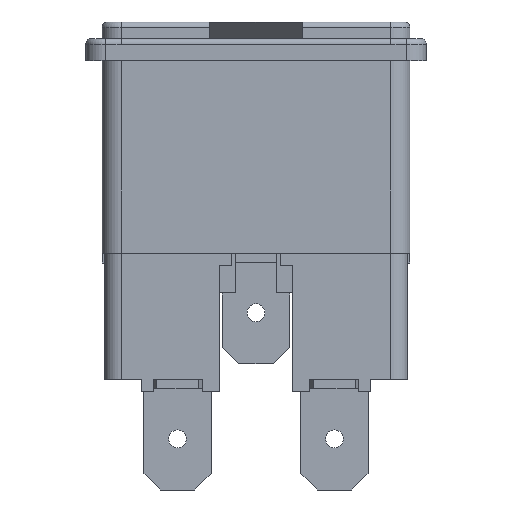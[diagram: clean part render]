
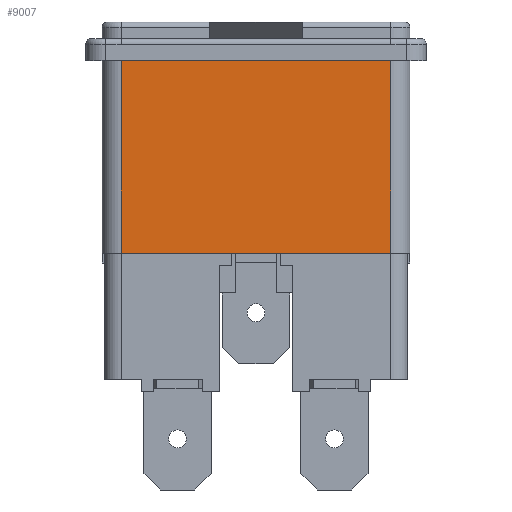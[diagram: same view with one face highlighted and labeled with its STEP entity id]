
A CAD part, front view. The second image highlights one B-rep face of the part: STEP entity #9007.
In plain terms, the highlighted planar face has unit normal (0, -1, 0).
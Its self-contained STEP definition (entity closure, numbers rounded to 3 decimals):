
#1584 = DIRECTION ( 'NONE',  ( 0., 0., 1. ) ) ;
#1585 = VECTOR ( 'NONE', #1584, 1000. ) ;
#1586 = CARTESIAN_POINT ( 'NONE',  ( 12.25, -15.221, -19.5 ) ) ;
#1587 = LINE ( 'NONE', #1586, #1585 ) ;
#1643 = DIRECTION ( 'NONE',  ( 0., 0., -1. ) ) ;
#1644 = VECTOR ( 'NONE', #1643, 1000. ) ;
#1645 = CARTESIAN_POINT ( 'NONE',  ( -12.25, -15.221, -19.5 ) ) ;
#1646 = LINE ( 'NONE', #1645, #1644 ) ;
#1714 = DIRECTION ( 'NONE',  ( 0., 0., 1. ) ) ;
#1715 = DIRECTION ( 'NONE',  ( 0., 1., 0. ) ) ;
#1716 = CARTESIAN_POINT ( 'NONE',  ( 13.97, -15.221, -19.5 ) ) ;
#1717 = AXIS2_PLACEMENT_3D ( 'NONE', #1716, #1715, #1714 ) ;
#1718 = PLANE ( 'NONE',  #1717 ) ;
#1719 = FACE_OUTER_BOUND ( 'NONE', #9008, .T. ) ;
#1933 = VERTEX_POINT ( 'NONE', #6728 ) ;
#1934 = EDGE_CURVE ( 'NONE', #1933, #1940, #6727, .T. ) ;
#1940 = VERTEX_POINT ( 'NONE', #6777 ) ;
#2458 = CARTESIAN_POINT ( 'NONE',  ( 12.25, -15.221, -19.5 ) ) ;
#4717 = EDGE_CURVE ( 'NONE', #4753, #4718, #8815, .T. ) ;
#4718 = VERTEX_POINT ( 'NONE', #8811 ) ;
#4753 = VERTEX_POINT ( 'NONE', #2458 ) ;
#6724 = DIRECTION ( 'NONE',  ( -1., 0., 0. ) ) ;
#6725 = VECTOR ( 'NONE', #6724, 1000. ) ;
#6726 = CARTESIAN_POINT ( 'NONE',  ( 13.97, -15.221, -2. ) ) ;
#6727 = LINE ( 'NONE', #6726, #6725 ) ;
#6728 = CARTESIAN_POINT ( 'NONE',  ( 12.25, -15.221, -2. ) ) ;
#6777 = CARTESIAN_POINT ( 'NONE',  ( -12.25, -15.221, -2. ) ) ;
#8811 = CARTESIAN_POINT ( 'NONE',  ( -12.25, -15.221, -19.5 ) ) ;
#8812 = DIRECTION ( 'NONE',  ( -1., 0., 0. ) ) ;
#8813 = VECTOR ( 'NONE', #8812, 1000. ) ;
#8814 = CARTESIAN_POINT ( 'NONE',  ( 13.97, -15.221, -19.5 ) ) ;
#8815 = LINE ( 'NONE', #8814, #8813 ) ;
#8931 = ORIENTED_EDGE ( 'NONE', *, *, #8932, .T. ) ;
#8932 = EDGE_CURVE ( 'NONE', #4753, #1933, #1587, .T. ) ;
#8933 = ORIENTED_EDGE ( 'NONE', *, *, #1934, .T. ) ;
#8934 = ORIENTED_EDGE ( 'NONE', *, *, #8935, .T. ) ;
#8935 = EDGE_CURVE ( 'NONE', #1940, #4718, #1646, .T. ) ;
#9007 = ADVANCED_FACE ( 'NONE', ( #1719 ), #1718, .F. ) ;
#9008 = EDGE_LOOP ( 'NONE', ( #9009, #8931, #8933, #8934 ) ) ;
#9009 = ORIENTED_EDGE ( 'NONE', *, *, #4717, .F. ) ;
